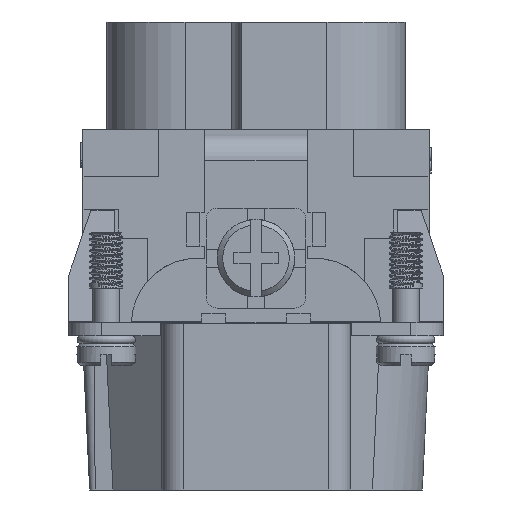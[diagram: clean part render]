
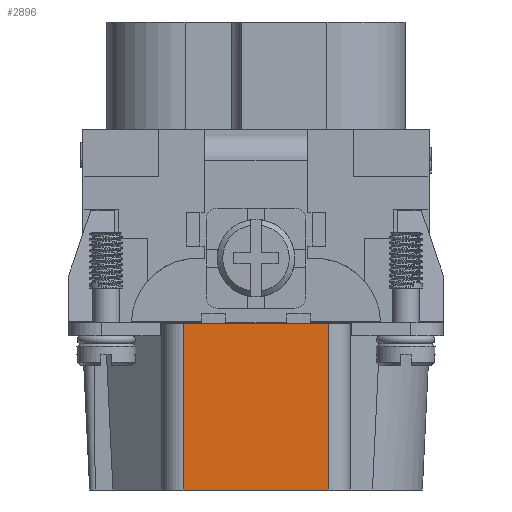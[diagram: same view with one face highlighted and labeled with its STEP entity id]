
A CAD part, left-side view. The second image highlights one B-rep face of the part: STEP entity #2896.
In plain terms, the highlighted planar face has unit normal (-1, 0, 0).
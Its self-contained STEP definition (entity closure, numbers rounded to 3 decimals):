
#1662=FACE_OUTER_BOUND('',#5572,.T.);
#2896=ADVANCED_FACE('',(#1662),#3981,.F.);
#3981=PLANE('',#25369);
#5572=EDGE_LOOP('',(#10982,#10983,#10984,#10985));
#10982=ORIENTED_EDGE('',*,*,#18169,.T.);
#10983=ORIENTED_EDGE('',*,*,#18170,.F.);
#10984=ORIENTED_EDGE('',*,*,#18167,.T.);
#10985=ORIENTED_EDGE('',*,*,#18160,.T.);
#15197=VERTEX_POINT('',#39756);
#15198=VERTEX_POINT('',#39758);
#15202=VERTEX_POINT('',#39771);
#15203=VERTEX_POINT('',#39775);
#18160=EDGE_CURVE('',#15198,#15197,#21029,.T.);
#18167=EDGE_CURVE('',#15202,#15198,#21035,.T.);
#18169=EDGE_CURVE('',#15197,#15203,#21036,.T.);
#18170=EDGE_CURVE('',#15202,#15203,#21037,.T.);
#21029=LINE('',#39757,#23382);
#21035=LINE('',#39770,#23388);
#21036=LINE('',#39774,#23389);
#21037=LINE('',#39776,#23390);
#23382=VECTOR('',#30062,1.);
#23388=VECTOR('',#30074,1.);
#23389=VECTOR('',#30079,1.);
#23390=VECTOR('',#30080,1.);
#25369=AXIS2_PLACEMENT_3D('',#39777,#30081,#30082);
#30062=DIRECTION('',(0.,1.,0.));
#30074=DIRECTION('',(0.,0.,1.));
#30079=DIRECTION('',(0.,0.,-1.));
#30080=DIRECTION('',(0.,1.,0.));
#30081=DIRECTION('',(1.,0.,0.));
#30082=DIRECTION('',(0.,0.,-1.));
#39756=CARTESIAN_POINT('',(-40.95,6.5,2.3));
#39757=CARTESIAN_POINT('',(-40.95,-8.5,2.3));
#39758=CARTESIAN_POINT('',(-40.95,-6.5,2.3));
#39770=CARTESIAN_POINT('',(-40.95,-6.5,2.3));
#39771=CARTESIAN_POINT('',(-40.95,-6.5,-12.7));
#39774=CARTESIAN_POINT('',(-40.95,6.5,2.3));
#39775=CARTESIAN_POINT('',(-40.95,6.5,-12.7));
#39776=CARTESIAN_POINT('',(-40.95,-8.5,-12.7));
#39777=CARTESIAN_POINT('',(-40.95,-8.5,2.3));
